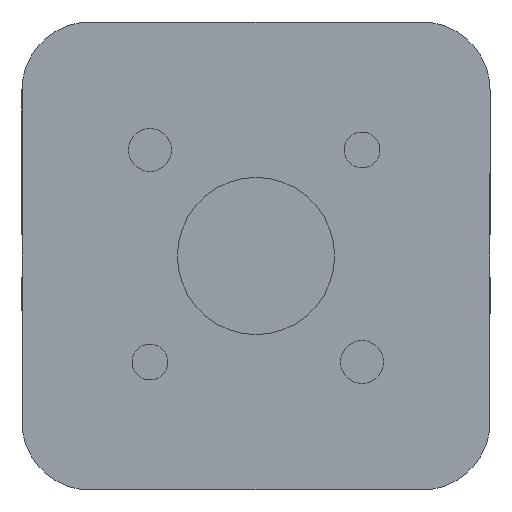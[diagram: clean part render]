
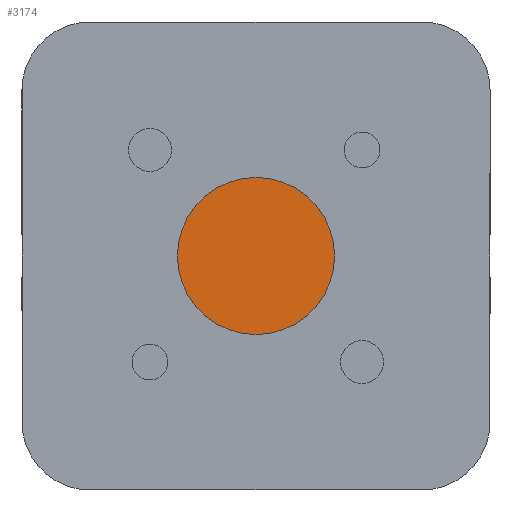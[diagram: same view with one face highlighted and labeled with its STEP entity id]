
A CAD part, left-side view. The second image highlights one B-rep face of the part: STEP entity #3174.
In plain terms, the highlighted planar face has unit normal (-1, 0, 0).
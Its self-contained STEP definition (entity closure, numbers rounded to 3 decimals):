
#793 = EDGE_LOOP ( 'NONE', ( #5094, #5095 ) ) ;
#1045 = FACE_OUTER_BOUND ( 'NONE', #793, .T. ) ;
#2548 = CARTESIAN_POINT ( 'NONE',  ( -19.821, 0., -11. ) ) ;
#2549 = CARTESIAN_POINT ( 'NONE',  ( -19.821, 0., 11. ) ) ;
#3174 = ADVANCED_FACE ( 'NONE', ( #1045 ), #4440, .F. ) ;
#3719 = VERTEX_POINT ( 'NONE', #2548 ) ;
#3720 = VERTEX_POINT ( 'NONE', #2549 ) ;
#4440 = PLANE ( 'NONE',  #7117 ) ;
#4450 = CARTESIAN_POINT ( 'NONE',  ( -19.821, 11., 0. ) ) ;
#4459 = DIRECTION ( 'NONE',  ( 1., 0., 0. ) ) ;
#4460 = DIRECTION ( 'NONE',  ( 0., 0., -1. ) ) ;
#5094 = ORIENTED_EDGE ( 'NONE', *, *, #6682, .T. ) ;
#5095 = ORIENTED_EDGE ( 'NONE', *, *, #6689, .T. ) ;
#6682 = EDGE_CURVE ( 'NONE', #3720, #3719, #9283, .T. ) ;
#6689 = EDGE_CURVE ( 'NONE', #3719, #3720, #9293, .T. ) ;
#7117 = AXIS2_PLACEMENT_3D ( 'NONE', #4450, #4459, #4460 ) ;
#7489 = AXIS2_PLACEMENT_3D ( 'NONE', #8344, #8355, #8356 ) ;
#7494 = AXIS2_PLACEMENT_3D ( 'NONE', #8365, #8375, #8376 ) ;
#8344 = CARTESIAN_POINT ( 'NONE',  ( -19.821, 0., 0. ) ) ;
#8355 = DIRECTION ( 'NONE',  ( -1., 0., 0. ) ) ;
#8356 = DIRECTION ( 'NONE',  ( 0., 0., 1. ) ) ;
#8365 = CARTESIAN_POINT ( 'NONE',  ( -19.821, 0., 0. ) ) ;
#8375 = DIRECTION ( 'NONE',  ( -1., 0., 0. ) ) ;
#8376 = DIRECTION ( 'NONE',  ( 0., 0., 1. ) ) ;
#9283 = CIRCLE ( 'NONE', #7489, 11. ) ;
#9293 = CIRCLE ( 'NONE', #7494, 11. ) ;
